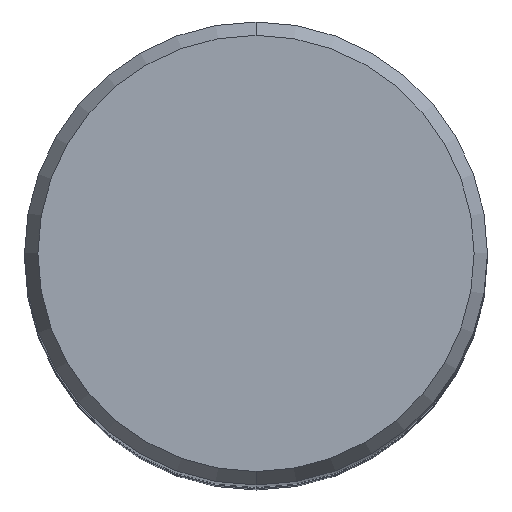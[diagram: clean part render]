
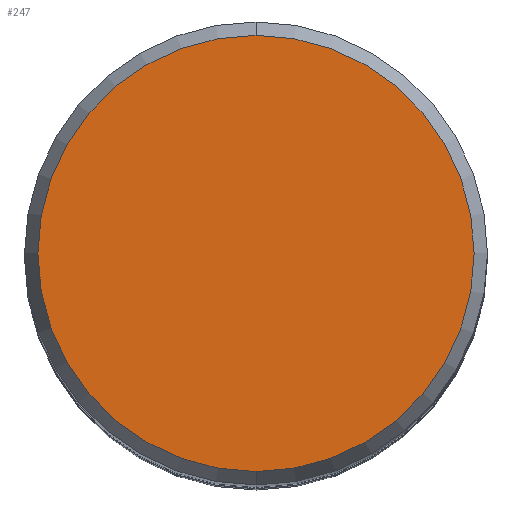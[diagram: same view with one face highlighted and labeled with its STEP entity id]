
A CAD part, top view. The second image highlights one B-rep face of the part: STEP entity #247.
In plain terms, the highlighted planar face has unit normal (0, 0, 1).
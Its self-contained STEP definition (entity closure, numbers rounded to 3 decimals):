
#149=EDGE_CURVE('',#319,#261,#372,.T.);
#201=EDGE_CURVE('',#261,#319,#432,.T.);
#247=ADVANCED_FACE('',(#484),#485,.T.);
#261=VERTEX_POINT('',#499);
#319=VERTEX_POINT('',#565);
#372=CIRCLE('',#618,7.479);
#432=CIRCLE('',#689,7.479);
#484=FACE_OUTER_BOUND('',#760,.T.);
#485=PLANE('',#761);
#499=CARTESIAN_POINT('',(0.0,7.479,0.01));
#565=CARTESIAN_POINT('',(0.,-7.479,0.01));
#618=AXIS2_PLACEMENT_3D('',#906,#907,#908);
#689=AXIS2_PLACEMENT_3D('',#994,#995,#996);
#760=EDGE_LOOP('',(#1076,#1077));
#761=AXIS2_PLACEMENT_3D('',#1078,#1079,#1080);
#906=CARTESIAN_POINT('',(0.0,0.0,0.01));
#907=DIRECTION('',(0.0,0.0,-1.0));
#908=DIRECTION('',(0.0,1.0,0.0));
#994=CARTESIAN_POINT('',(0.0,0.0,0.01));
#995=DIRECTION('',(0.0,0.0,-1.0));
#996=DIRECTION('',(0.0,1.0,0.0));
#1076=ORIENTED_EDGE('',*,*,#201,.F.);
#1077=ORIENTED_EDGE('',*,*,#149,.F.);
#1078=CARTESIAN_POINT('',(0.0,3.74,0.01));
#1079=DIRECTION('',(-0.0,0.0,1.0));
#1080=DIRECTION('',(0.0,-1.0,0.0));
